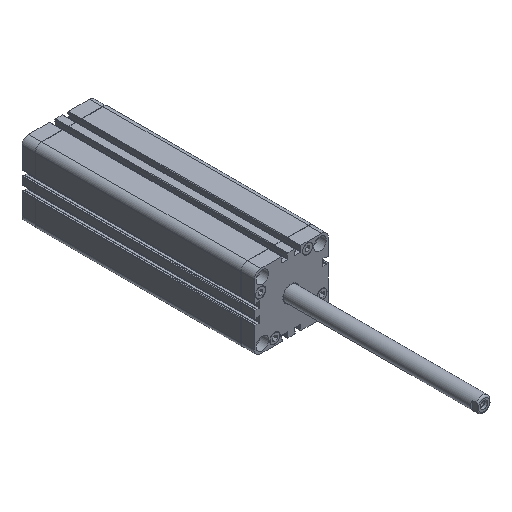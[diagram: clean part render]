
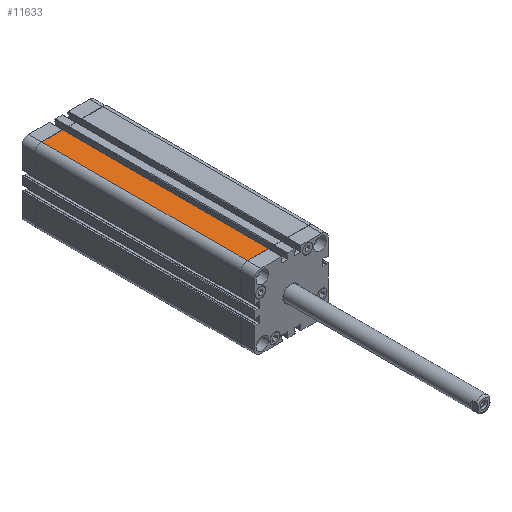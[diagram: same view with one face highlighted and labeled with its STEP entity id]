
A CAD part, isometric view. The second image highlights one B-rep face of the part: STEP entity #11633.
In plain terms, the highlighted planar face has unit normal (0, 0, 1).
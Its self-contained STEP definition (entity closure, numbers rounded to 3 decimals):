
#7960=CARTESIAN_POINT('',(-33.,110.75,40.));
#7961=VERTEX_POINT('',#7960);
#7969=CARTESIAN_POINT('',(-10.25,110.75,40.));
#7970=VERTEX_POINT('',#7969);
#7971=CARTESIAN_POINT('',(-10.25,110.75,40.));
#7972=DIRECTION('',(-1.0,0.0,0.0));
#7973=VECTOR('',#7972,22.75);
#7974=LINE('',#7971,#7973);
#7975=EDGE_CURVE('',#7970,#7961,#7974,.T.);
#10455=CARTESIAN_POINT('',(-10.25,-110.75,40.));
#10456=VERTEX_POINT('',#10455);
#10464=CARTESIAN_POINT('',(-33.,-110.75,40.));
#10465=VERTEX_POINT('',#10464);
#10466=CARTESIAN_POINT('',(-33.,-110.75,40.));
#10467=DIRECTION('',(1.0,0.0,0.0));
#10468=VECTOR('',#10467,22.75);
#10469=LINE('',#10466,#10468);
#10470=EDGE_CURVE('',#10465,#10456,#10469,.T.);
#11606=CARTESIAN_POINT('',(-10.25,-110.75,40.));
#11607=DIRECTION('',(0.0,1.0,0.0));
#11608=VECTOR('',#11607,221.5);
#11609=LINE('',#11606,#11608);
#11610=EDGE_CURVE('',#10456,#7970,#11609,.T.);
#11617=CARTESIAN_POINT('',(-10.25,0.0,40.));
#11618=DIRECTION('',(0.0,0.0,1.0));
#11619=DIRECTION('',(1.0,0.0,0.0));
#11620=AXIS2_PLACEMENT_3D('',#11617,#11618,#11619);
#11621=PLANE('',#11620);
#11622=ORIENTED_EDGE('',*,*,#7975,.T.);
#11623=CARTESIAN_POINT('',(-33.,-110.75,40.));
#11624=DIRECTION('',(0.0,1.0,0.0));
#11625=VECTOR('',#11624,221.5);
#11626=LINE('',#11623,#11625);
#11627=EDGE_CURVE('',#10465,#7961,#11626,.T.);
#11628=ORIENTED_EDGE('',*,*,#11627,.F.);
#11629=ORIENTED_EDGE('',*,*,#10470,.T.);
#11630=ORIENTED_EDGE('',*,*,#11610,.T.);
#11631=EDGE_LOOP('',(#11622,#11628,#11629,#11630));
#11632=FACE_OUTER_BOUND('',#11631,.T.);
#11633=ADVANCED_FACE('',(#11632),#11621,.T.);
